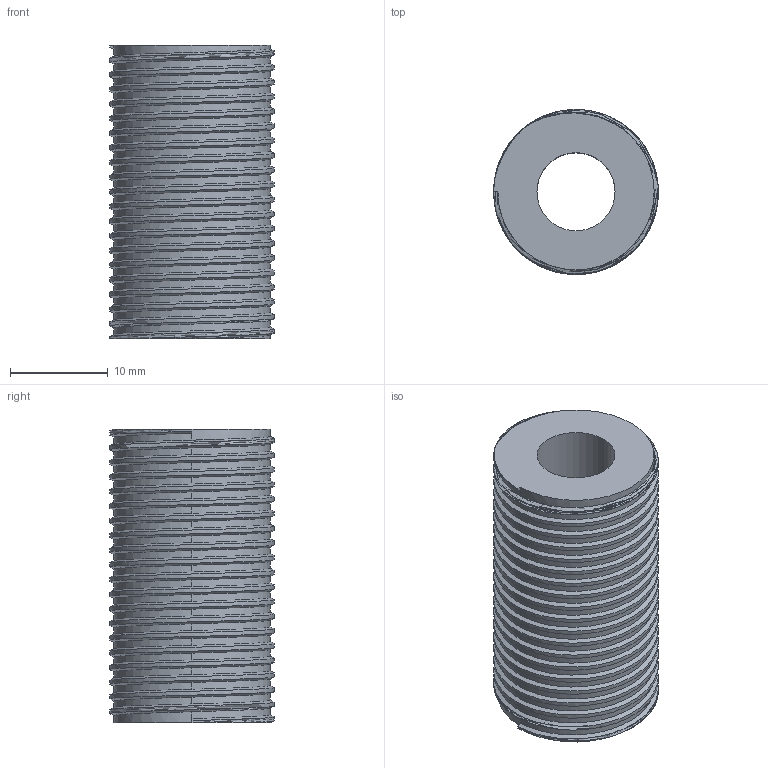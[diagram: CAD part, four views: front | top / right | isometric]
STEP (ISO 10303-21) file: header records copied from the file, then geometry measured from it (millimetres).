
FILE_DESCRIPTION (( 'STEP AP214' ), '1' );
FILE_NAME ('07_bit.stp', '2020-02-06T04:15:03', ( '' ), ( '' ), 'SwSTEP 2.0', 'SolidWorks 2019', '' );
FILE_SCHEMA (( 'AUTOMOTIVE_DESIGN' ));
Length unit declared in the file: millimetre
Products named in the file (1): 07_bit
Bounding box: 16.85 x 16.85 x 30 mm (x, y, z)
Volume: 4164.3 mm3; surface area: 3287.6 mm2
Topology: 1 solids, 1 shells, 54 faces, 151 edges, 100 vertices
Faces by surface type: cylinder 46, plane 5, bspline 3
Entity records: 4713 total; most frequent: CARTESIAN_POINT 3536, ORIENTED_EDGE 302, DIRECTION 181, EDGE_CURVE 151, VERTEX_POINT 100, AXIS2_PLACEMENT_3D 64, EDGE_LOOP 57, FACE_OUTER_BOUND 54
